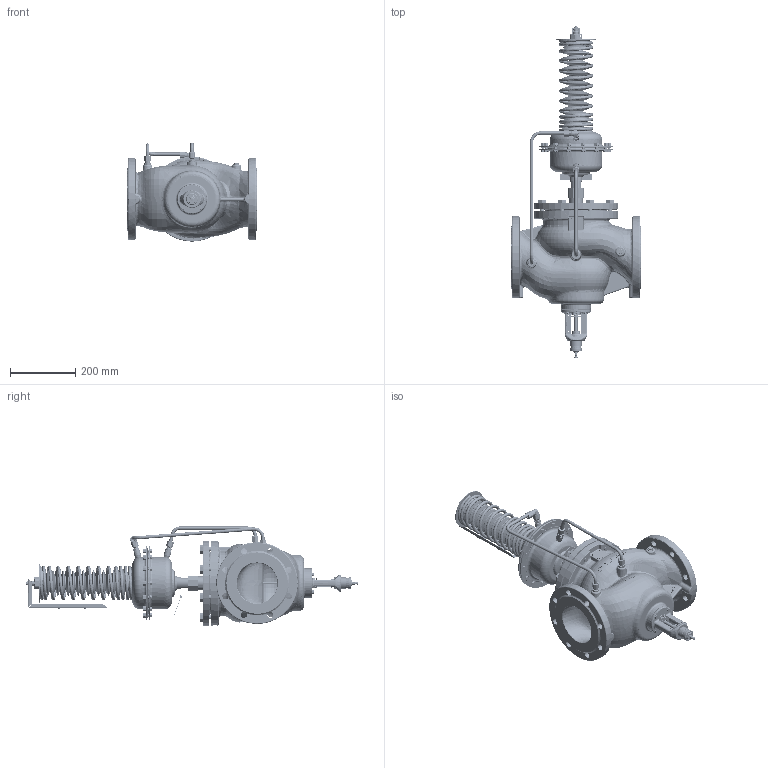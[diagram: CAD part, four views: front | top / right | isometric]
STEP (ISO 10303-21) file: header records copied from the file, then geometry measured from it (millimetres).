
FILE_DESCRIPTION((''),'2;1');
FILE_NAME('003G5563_AFQMP2_PN16_DN125_ASM','2022-03-28T09:46:25',('U369265'),(''),'CREO PARAMETRIC BY PTC INC, 2020342','CREO PARAMETRIC BY PTC INC, 2020342','');
FILE_SCHEMA(('CONFIG_CONTROL_DESIGN'));
Products named in the file (94): 88650520_VALVE_BODY_VFQM_DN125_; 88650730_VALVE_COVER_VFG_DN125_; 88654260_CV_P_HOUS_REW_DN125_1; 88654330_CV_P_HOUS_INSERT_DN125; 54513970_O_RING_28_24X2_62_1; 88654400_CV_P_H_REW_SUB_DN125_A_ASM; 88651350_SPINDLE_CV_DN125_1; HEX_SCREW_DIN931_M16X50_1_1; 88651210_YOKE_BODY_DN125_250_1; 88652270_SETT_SCREW_DN125-250_1; 88652300_STUFFING_BOX_DN100_1_1; 54514350_BONDED_S_17_28X23_8X_1; HEX_SCREW_DIN933_M06X18_1_1; 88652800_POINTER_VFQM_1_1; 88652730_FLOW_SCALE_DN125_1; 51817881_SCREW_SF_M3X5_1_1; O-RING55_25X2_62_1; 51817290_M5_ZATIC_1_1; 54590510_O_R20X3_1_1; 54790650_BUSH_12X14X10_1_1; 54540510_1_1; 188610240_1_1; WALTER_CONNECTION_1_1; WALTER_PROFILE_RING_1_1; WALTER_CONNECTION_NUT_1_1; 8863078_ASM_1_1_ASM; 88653170_VFQM_DN125_PN16_ASM_1_ASM; 88670070_HOUSING160_PN16_MINU_1; 88673400_TUBE_FI38X10X62_MINU_1; 88671660_PRESSURE_CONNEC-165763; WELD_PRESS_CON_4MM_1_1; WELD_160_4MM_INST_AF0_1_1; WELD_160_4MM_2_INST_1_1; 88671470_COVER160_PN16_MINUS__1_ASM; 88670060_HOUSING160_PN16_PLUS_1; 88673410_TUBE_FI38X10X33_AF0__1; 88671660_PRESSURE_CONNEC-178425; WELD_PRESS_CON_4MM_AF0_1_1; WELD_160_4MM_INST_1_1; WELD_160_4MM_2_INST_1 ...
Assembly tree (153 placements, depth 6):
  003G5563_AFQMP2_PN16_DN125_ASM
    003G5563_AFQMP2_PN16_DN125_ASM__ASM
      88653170_VFQM_DN125_PN16_ASM_1_ASM
        88650520_VALVE_BODY_VFQM_DN125_
        88650730_VALVE_COVER_VFG_DN125_
        88654400_CV_P_H_REW_SUB_DN125_A_ASM
          88654260_CV_P_HOUS_REW_DN125_1
          88654330_CV_P_HOUS_INSERT_DN125
          54513970_O_RING_28_24X2_62_1
        88651350_SPINDLE_CV_DN125_1
        HEX_SCREW_DIN931_M16X50_1_1  x8
        88651210_YOKE_BODY_DN125_250_1
        88652270_SETT_SCREW_DN125-250_1
        88652300_STUFFING_BOX_DN100_1_1
        54514350_BONDED_S_17_28X23_8X_1
        HEX_SCREW_DIN933_M06X18_1_1  x4
        88652800_POINTER_VFQM_1_1
        88652730_FLOW_SCALE_DN125_1
        51817881_SCREW_SF_M3X5_1_1  x2
        O-RING55_25X2_62_1  x2
        51817290_M5_ZATIC_1_1
        54590510_O_R20X3_1_1
        54790650_BUSH_12X14X10_1_1
        54540510_1_1  x2
        188610240_1_1
        8863078_ASM_1_1_ASM  x2
          WALTER_CONNECTION_1_1
          WALTER_PROFILE_RING_1_1
          WALTER_CONNECTION_NUT_1_1
      003G5612_AFP_PN16_160CM2_BLUE_1_ASM
        88671470_COVER160_PN16_MINUS__1_ASM
          88670070_HOUSING160_PN16_MINU_1
          88673400_TUBE_FI38X10X62_MINU_1
          88671660_PRESSURE_CONNEC-165763
          WELD_PRESS_CON_4MM_1_1
          WELD_160_4MM_INST_AF0_1_1
          WELD_160_4MM_2_INST_1_1
        88671460_COVER160_PN16_PLUS_A_1_ASM
          88670060_HOUSING160_PN16_PLUS_1
          88673410_TUBE_FI38X10X33_AF0__1
          88671660_PRESSURE_CONNEC-178425
          WELD_PRESS_CON_4MM_AF0_1_1
          WELD_160_4MM_INST_1_1
          WELD_160_4MM_2_INST_1
        88670600_CONNECTING_NUT_G1_1__1
        88671040_SETTING_SPINDLE_PA_1_1
        88670800_SETTING_NUT_IPA_1_1
        5521168_1_1_2_ASM
          5521168_1_1_2_1
          5521168_1_1_2_2
          5521168_1_1_2_3
          5521168_1_1_2_4
          5521168_1_1_2_5
          5521168_1_1_2_6
          5521168_1_1_2_7
          5521168_1_1_2_8
          5521168_1_1_2_9
          5521168_1_1_2_10
          5521168_1_1_2_11
          5521168_1_1_2_12
Bounding box: 400 x 1016.7 x 303.57 mm (x, y, z)
Volume: 9351258.1 mm3; surface area: 2106450.4 mm2
Topology: 147 solids, 147 shells, 6967 faces, 17954 edges, 11320 vertices
Faces by surface type: plane 2847, cylinder 1466, cone 1300, torus 664, bspline 479, sphere 98, extrusion 92, revolution 21
Entity records: 242462 total; most frequent: CARTESIAN_POINT 112020, ORIENTED_EDGE 27840, DIRECTION 26052, EDGE_CURVE 13920, AXIS2_PLACEMENT_3D 9971, VERTEX_POINT 9006, VECTOR 6089, LINE 5997
